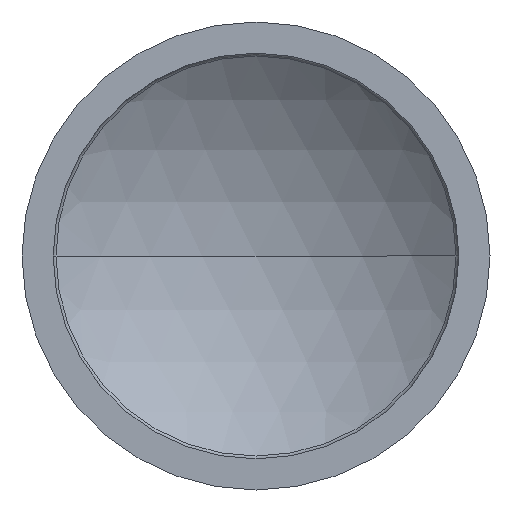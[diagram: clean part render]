
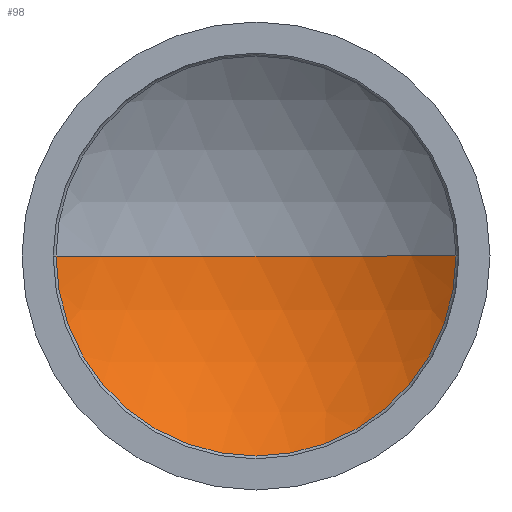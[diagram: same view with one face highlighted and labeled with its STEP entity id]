
A CAD part, front view. The second image highlights one B-rep face of the part: STEP entity #98.
In plain terms, the highlighted spherical face has radius 20 mm.
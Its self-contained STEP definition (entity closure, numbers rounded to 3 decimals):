
#1 = DIRECTION ( 'NONE',  ( 0., 0., -1. ) ) ;
#9 = ORIENTED_EDGE ( 'NONE', *, *, #328, .F. ) ;
#12 = EDGE_CURVE ( 'NONE', #138, #300, #117, .T. ) ;
#19 = ORIENTED_EDGE ( 'NONE', *, *, #173, .T. ) ;
#24 = AXIS2_PLACEMENT_3D ( 'NONE', #405, #305, #267 ) ;
#39 = CARTESIAN_POINT ( 'NONE',  ( 0., 8.35, 0. ) ) ;
#51 = CARTESIAN_POINT ( 'NONE',  ( -12.821, 8.35, 0. ) ) ;
#98 = ADVANCED_FACE ( 'NONE', ( #243 ), #212, .F. ) ;
#112 = CARTESIAN_POINT ( 'NONE',  ( 12.821, 8.35, 0. ) ) ;
#117 = CIRCLE ( 'NONE', #151, 12.821 ) ;
#123 = DIRECTION ( 'NONE',  ( -1., 0., 0. ) ) ;
#138 = VERTEX_POINT ( 'NONE', #112 ) ;
#140 = CARTESIAN_POINT ( 'NONE',  ( 0., 13., 0. ) ) ;
#151 = AXIS2_PLACEMENT_3D ( 'NONE', #39, #393, #363 ) ;
#173 = EDGE_CURVE ( 'NONE', #138, #217, #335, .T. ) ;
#200 = ORIENTED_EDGE ( 'NONE', *, *, #12, .F. ) ;
#205 = EDGE_LOOP ( 'NONE', ( #200, #19, #9 ) ) ;
#212 = SPHERICAL_SURFACE ( 'NONE', #389, 20. ) ;
#217 = VERTEX_POINT ( 'NONE', #140 ) ;
#243 = FACE_OUTER_BOUND ( 'NONE', #205, .T. ) ;
#267 = DIRECTION ( 'NONE',  ( 1., 0., 0. ) ) ;
#271 = CIRCLE ( 'NONE', #347, 20. ) ;
#272 = DIRECTION ( 'NONE',  ( -1., 0., 0. ) ) ;
#276 = CARTESIAN_POINT ( 'NONE',  ( 0., -7., 0. ) ) ;
#300 = VERTEX_POINT ( 'NONE', #51 ) ;
#305 = DIRECTION ( 'NONE',  ( 0., 0., 1. ) ) ;
#328 = EDGE_CURVE ( 'NONE', #300, #217, #271, .T. ) ;
#335 = CIRCLE ( 'NONE', #24, 20. ) ;
#347 = AXIS2_PLACEMENT_3D ( 'NONE', #276, #1, #123 ) ;
#363 = DIRECTION ( 'NONE',  ( -1., 0., 0. ) ) ;
#372 = DIRECTION ( 'NONE',  ( 0., 0., 1. ) ) ;
#375 = CARTESIAN_POINT ( 'NONE',  ( 0., -7., 0. ) ) ;
#389 = AXIS2_PLACEMENT_3D ( 'NONE', #375, #372, #272 ) ;
#393 = DIRECTION ( 'NONE',  ( 0., 1., 0. ) ) ;
#405 = CARTESIAN_POINT ( 'NONE',  ( 0., -7., 0. ) ) ;
